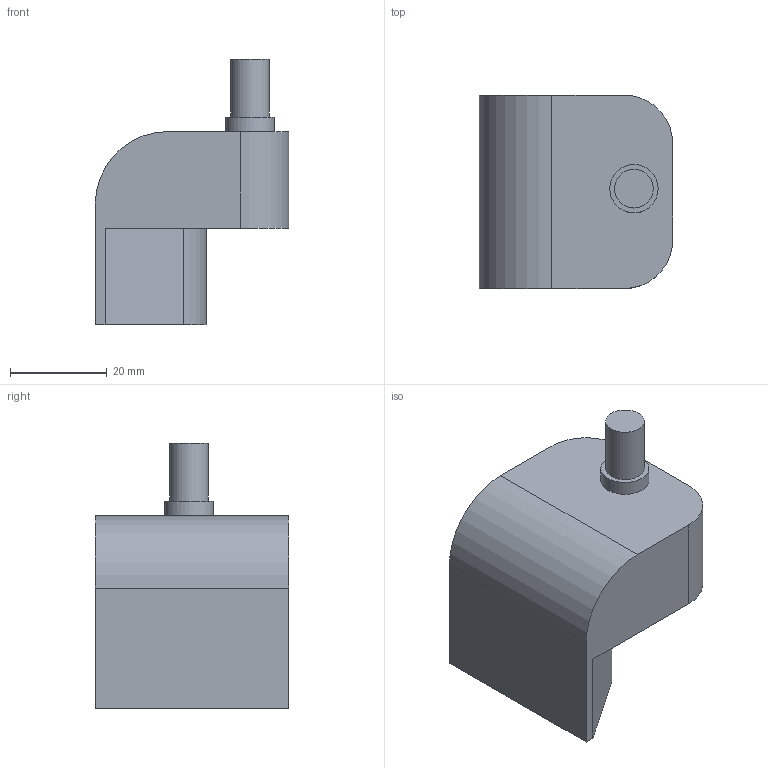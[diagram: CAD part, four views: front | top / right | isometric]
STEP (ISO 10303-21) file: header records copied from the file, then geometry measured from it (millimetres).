
FILE_DESCRIPTION(/* description */ (''),/* implementation_level */ '2;1');
FILE_NAME(/* name */ 'servo_shaft.stp',/* time_stamp */ '2022-02-10T12:04:19+06:00',/* author */ ('techv'),/* organization */ (''),/* preprocessor_version */ 'ST-DEVELOPER v18.1',/* originating_system */ 'Autodesk Inventor 2021',/* authorisation */ '');
FILE_SCHEMA (('AUTOMOTIVE_DESIGN { 1 0 10303 214 3 1 1 }'));
Length unit declared in the file: millimetre
Products named in the file (1): servo_shaft
Bounding box: 40 x 40 x 55 mm (x, y, z)
Volume: 42301 mm3; surface area: 8273.4 mm2
Topology: 1 solids, 1 shells, 17 faces, 43 edges, 30 vertices
Faces by surface type: plane 11, cylinder 6
Full cylindrical faces by diameter (mm): 8 x1, 10 x1
Entity records: 566 total; most frequent: DIRECTION 95, CARTESIAN_POINT 91, ORIENTED_EDGE 86, EDGE_CURVE 43, AXIS2_PLACEMENT_3D 34, VERTEX_POINT 30, LINE 27, VECTOR 27
